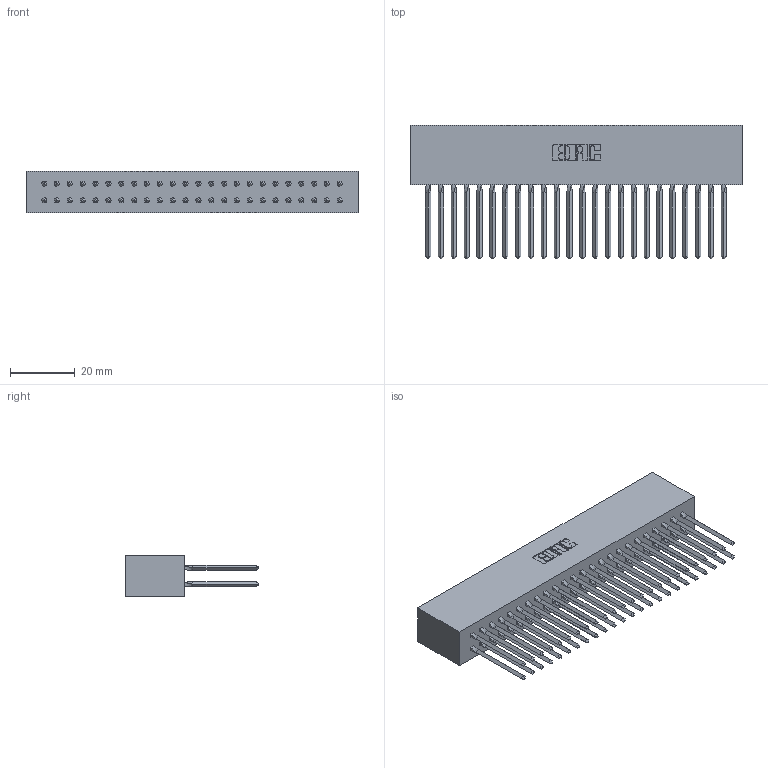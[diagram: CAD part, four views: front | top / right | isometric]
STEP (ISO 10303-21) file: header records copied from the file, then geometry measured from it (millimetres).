
FILE_DESCRIPTION (( 'STEP AP203' ), '1' );
FILE_NAME ('317-048-543-801.STEP', '2020-02-28T02:54:11', ( '' ), ( '' ), 'SwSTEP 2.0', 'SolidWorks 2016', '' );
FILE_SCHEMA (( 'CONFIG_CONTROL_DESIGN' ));
Length unit declared in the file: inch
Products named in the file (3): 317-048-543-801; 317 Part_Lugless; 317-290-001_543
Assembly tree (49 placements, depth 2):
  317-048-543-801
    317 Part_Lugless
    317-290-001_543  x48
Bounding box: 102.31 x 41.15 x 12.7 mm (x, y, z)
Volume: 18594.9 mm3; surface area: 27780 mm2
Topology: 49 solids, 49 shells, 4362 faces, 12095 edges, 7790 vertices
Faces by surface type: plane 3554, cylinder 616, bspline 192
Entity records: 36794 total; most frequent: CARTESIAN_POINT 6831, ORIENTED_EDGE 6330, DIRECTION 5275, EDGE_CURVE 3165, VECTOR 2917, LINE 2917, VERTEX_POINT 2103, AXIS2_PLACEMENT_3D 1179
